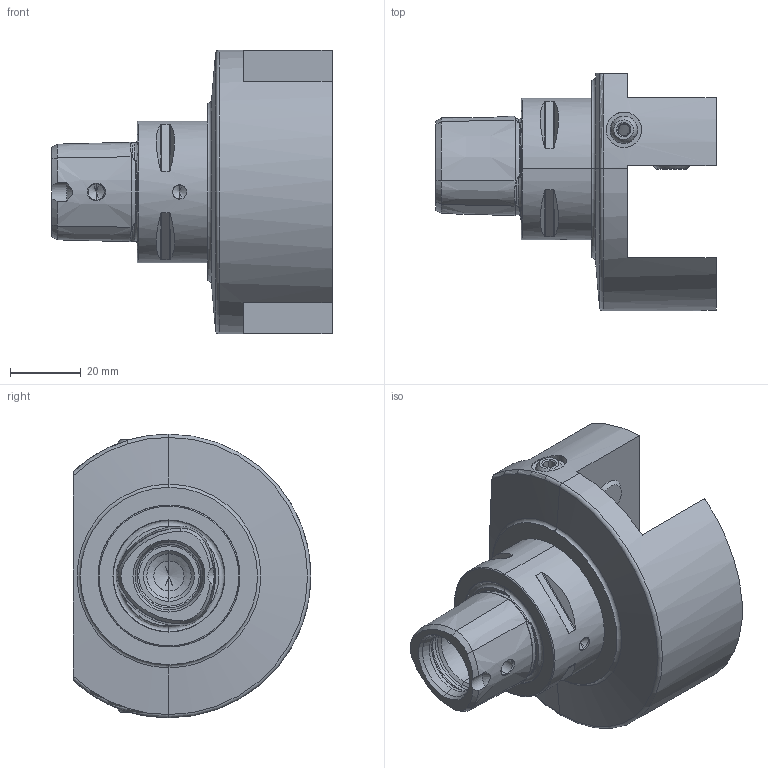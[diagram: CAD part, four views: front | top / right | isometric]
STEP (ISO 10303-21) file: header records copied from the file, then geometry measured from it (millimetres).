
FILE_DESCRIPTION (( 'STEP AP214' ), '1' );
FILE_NAME ('PS4.V25.N11.055.STEP', '2024-02-27T08:11:05', ( '' ), ( '' ), 'SwSTEP 2.0', 'SolidWorks 2022', '' );
FILE_SCHEMA (( 'AUTOMOTIVE_DESIGN' ));
Length unit declared in the file: millimetre
Products named in the file (6): KU1-U10.001.010_2; KU1-U10.001.010_1; PS4.V25.N11.055; PS4-V25.N11.055_A; KU1-U10.001.010; ISO 4026 - M12 x 20
Assembly tree (8 placements, depth 3):
  PS4.V25.N11.055
    PS4-V25.N11.055_A
    KU1-U10.001.010  x2
      KU1-U10.001.010_1
      KU1-U10.001.010_2
    ISO 4026 - M12 x 20  x3
Bounding box: 79 x 67 x 80 mm (x, y, z)
Volume: 123846.5 mm3; surface area: 33143.2 mm2
Topology: 8 solids, 8 shells, 245 faces, 603 edges, 369 vertices
Faces by surface type: cone 70, cylinder 66, plane 62, torus 39, sphere 8
Entity records: 6972 total; most frequent: CARTESIAN_POINT 2064, DIRECTION 987, ORIENTED_EDGE 950, EDGE_CURVE 475, AXIS2_PLACEMENT_3D 417, VERTEX_POINT 293, EDGE_LOOP 222, CIRCLE 207
